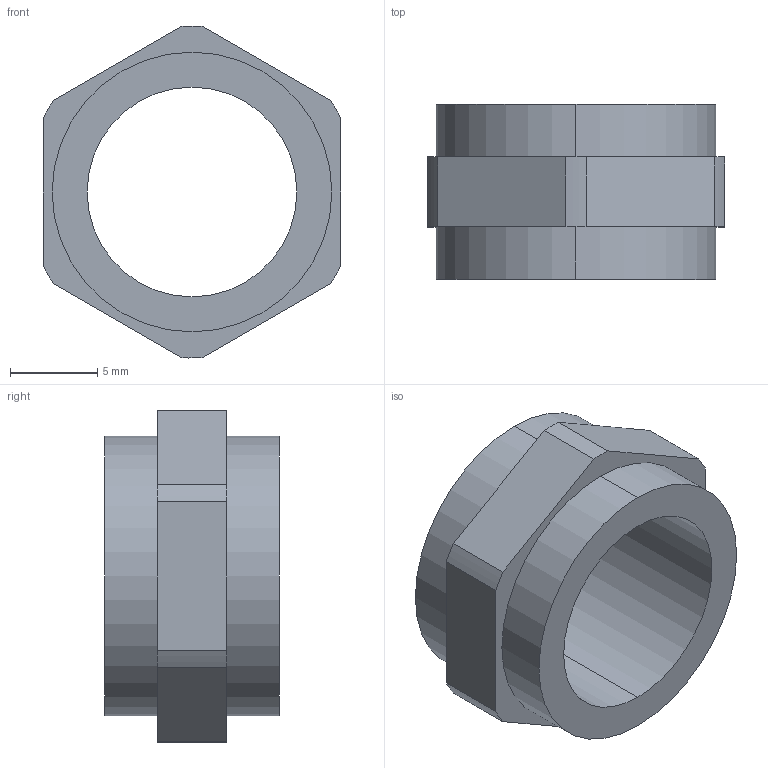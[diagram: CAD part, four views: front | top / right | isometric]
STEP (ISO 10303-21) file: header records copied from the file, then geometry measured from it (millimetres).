
FILE_DESCRIPTION(('Creo Elements/Direct Modeling STEP Export'),'2;1');
FILE_NAME('model.stp','2019-01-24T22:31:24',(''),(''),'Creo Elements/Direct Modeling STEP processor for AP214 (Solid Model)','Creo Elements/Direct Modeling 20.1A 29-Sep-2018 (C) Parametric Technology GmbH','');
FILE_SCHEMA(('AUTOMOTIVE_DESIGN { 1 0 10303 214 1 1 1 1 }'));
Length unit declared in the file: millimetre
Products named in the file (2): PV-FT-C_NUT_BK
Assembly tree (1 placements, depth 2):
  PV-FT-C_NUT_BK
    PV-FT-C_NUT_BK
Bounding box: 17 x 10 x 19 mm (x, y, z)
Volume: 1071.8 mm3; surface area: 1185.5 mm2
Topology: 1 solids, 1 shells, 58 faces, 150 edges, 100 vertices
Faces by surface type: plane 27, extrusion 19, cylinder 12
Entity records: 2451 total; most frequent: CARTESIAN_POINT 876, ORIENTED_EDGE 300, DIRECTION 215, EDGE_CURVE 150, VECTOR 107, VERTEX_POINT 100, LINE 88, EDGE_LOOP 66
